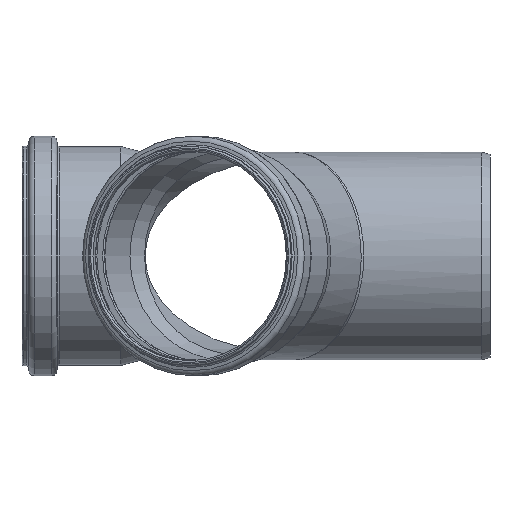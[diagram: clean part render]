
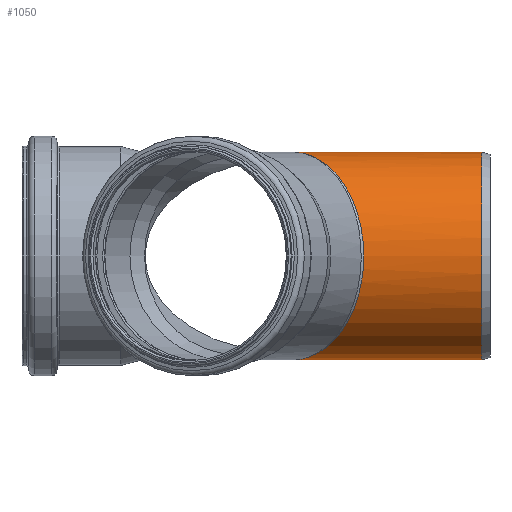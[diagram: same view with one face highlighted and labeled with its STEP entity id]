
A CAD part, left-side view. The second image highlights one B-rep face of the part: STEP entity #1050.
In plain terms, the highlighted cylindrical face has radius 55.2 mm (diameter 110.4 mm), a full revolution.
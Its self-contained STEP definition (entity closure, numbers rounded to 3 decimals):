
#81=FACE_BOUND('',#424,.T.);
#184=CIRCLE('',#1186,55.2);
#247=CYLINDRICAL_SURFACE('',#1184,55.2);
#300=FACE_OUTER_BOUND('',#423,.T.);
#423=EDGE_LOOP('',(#871,#872));
#424=EDGE_LOOP('',(#873));
#556=ELLIPSE('',#1116,66.95,55.2);
#562=ELLIPSE('',#1185,66.95,55.2);
#568=VERTEX_POINT('',#1709);
#576=VERTEX_POINT('',#1941);
#610=VERTEX_POINT('',#2118);
#678=EDGE_CURVE('',#568,#576,#556,.T.);
#717=EDGE_CURVE('',#576,#568,#562,.T.);
#718=EDGE_CURVE('',#610,#610,#184,.T.);
#871=ORIENTED_EDGE('',*,*,#678,.F.);
#872=ORIENTED_EDGE('',*,*,#717,.F.);
#873=ORIENTED_EDGE('',*,*,#718,.T.);
#1050=ADVANCED_FACE('',(#300,#81),#247,.T.);
#1116=AXIS2_PLACEMENT_3D('',#1995,#1307,#1308);
#1184=AXIS2_PLACEMENT_3D('',#2116,#1443,#1444);
#1185=AXIS2_PLACEMENT_3D('',#2117,#1445,#1446);
#1186=AXIS2_PLACEMENT_3D('',#2119,#1447,#1448);
#1307=DIRECTION('center_axis',(-0.566,0.824,0.));
#1308=DIRECTION('ref_axis',(-0.824,-0.566,0.));
#1443=DIRECTION('center_axis',(0.,1.,0.));
#1444=DIRECTION('ref_axis',(-1.,0.,0.));
#1445=DIRECTION('center_axis',(0.566,0.824,0.));
#1446=DIRECTION('ref_axis',(0.824,-0.566,0.));
#1447=DIRECTION('center_axis',(0.,1.,0.));
#1448=DIRECTION('ref_axis',(1.,0.,0.));
#1709=CARTESIAN_POINT('',(0.,104.9,-55.2));
#1941=CARTESIAN_POINT('',(0.,104.9,55.2));
#1995=CARTESIAN_POINT('Origin',(0.,104.9,0.));
#2116=CARTESIAN_POINT('Origin',(0.,184.466,
0.));
#2117=CARTESIAN_POINT('Origin',(0.,104.9,0.));
#2118=CARTESIAN_POINT('',(-55.2,4.5,0.));
#2119=CARTESIAN_POINT('Origin',(0.,4.5,
0.));
